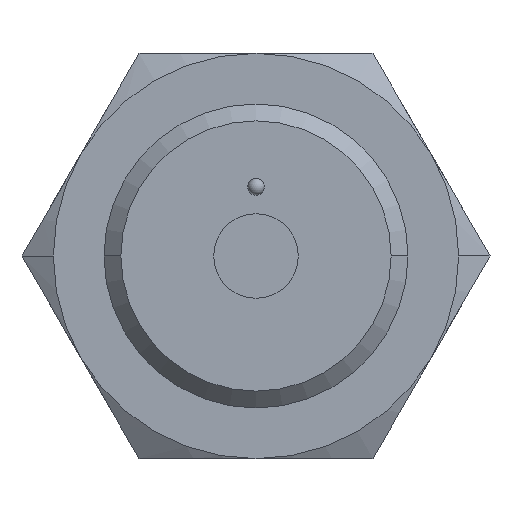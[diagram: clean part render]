
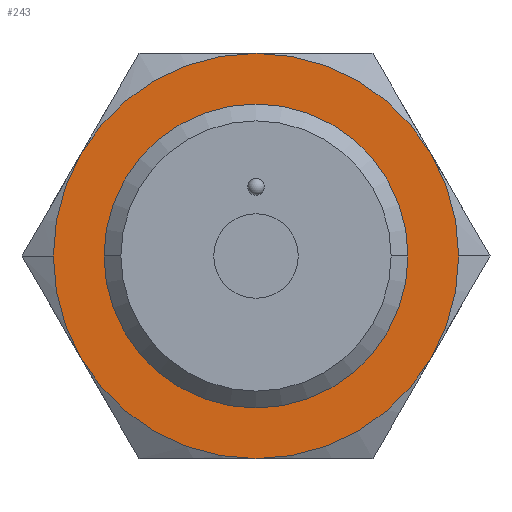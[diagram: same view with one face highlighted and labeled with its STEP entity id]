
A CAD part, front view. The second image highlights one B-rep face of the part: STEP entity #243.
In plain terms, the highlighted planar face has unit normal (0, -1, 0).
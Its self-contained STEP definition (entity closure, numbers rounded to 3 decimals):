
#243=ADVANCED_FACE('',(#401,#402),#403,.T.);
#401=FACE_OUTER_BOUND('',#566,.T.);
#402=FACE_BOUND('',#567,.T.);
#403=PLANE('',#568);
#566=EDGE_LOOP('',(#1089,#1090,#1091,#1092,#1093,#1094,#1095,#1096));
#567=EDGE_LOOP('',(#1097,#1098));
#568=AXIS2_PLACEMENT_3D('',#1099,#1100,#1101);
#1089=ORIENTED_EDGE('',*,*,#1298,.F.);
#1090=ORIENTED_EDGE('',*,*,#1284,.F.);
#1091=ORIENTED_EDGE('',*,*,#1287,.F.);
#1092=ORIENTED_EDGE('',*,*,#1289,.F.);
#1093=ORIENTED_EDGE('',*,*,#1282,.F.);
#1094=ORIENTED_EDGE('',*,*,#1293,.F.);
#1095=ORIENTED_EDGE('',*,*,#1296,.F.);
#1096=ORIENTED_EDGE('',*,*,#1278,.F.);
#1097=ORIENTED_EDGE('',*,*,#1318,.T.);
#1098=ORIENTED_EDGE('',*,*,#1262,.T.);
#1099=CARTESIAN_POINT('',(10.5,-18.5,0.0));
#1100=DIRECTION('',(0.0,-1.0,0.0));
#1101=DIRECTION('',(-1.0,0.0,0.0));
#1262=EDGE_CURVE('',#1496,#1493,#1497,.T.);
#1278=EDGE_CURVE('',#1523,#1526,#1527,.T.);
#1282=EDGE_CURVE('',#1532,#1530,#1534,.T.);
#1284=EDGE_CURVE('',#1536,#1538,#1539,.T.);
#1287=EDGE_CURVE('',#1542,#1536,#1544,.T.);
#1289=EDGE_CURVE('',#1530,#1542,#1546,.T.);
#1293=EDGE_CURVE('',#1550,#1532,#1552,.T.);
#1296=EDGE_CURVE('',#1526,#1550,#1556,.T.);
#1298=EDGE_CURVE('',#1538,#1523,#1558,.T.);
#1318=EDGE_CURVE('',#1493,#1496,#1586,.T.);
#1493=VERTEX_POINT('',#2053);
#1496=VERTEX_POINT('',#2057);
#1497=CIRCLE('',#2058,9.0);
#1523=VERTEX_POINT('',#2113);
#1526=VERTEX_POINT('',#2117);
#1527=CIRCLE('',#2118,12.0);
#1530=VERTEX_POINT('',#2132);
#1532=VERTEX_POINT('',#2135);
#1534=CIRCLE('',#2148,12.0);
#1536=VERTEX_POINT('',#2150);
#1538=VERTEX_POINT('',#2163);
#1539=CIRCLE('',#2164,12.0);
#1542=VERTEX_POINT('',#2178);
#1544=CIRCLE('',#2191,12.0);
#1546=CIRCLE('',#2204,12.0);
#1550=VERTEX_POINT('',#2230);
#1552=CIRCLE('',#2243,12.0);
#1556=CIRCLE('',#2269,12.0);
#1558=CIRCLE('',#2282,12.0);
#1586=CIRCLE('',#2420,9.0);
#2053=CARTESIAN_POINT('',(9.0,-18.5,0.0));
#2057=CARTESIAN_POINT('',(-9.0,-18.5,0.));
#2058=AXIS2_PLACEMENT_3D('',#2621,#2622,#2623);
#2113=CARTESIAN_POINT('',(12.0,-18.5,0.));
#2117=CARTESIAN_POINT('',(10.392,-18.5,-6.0));
#2118=AXIS2_PLACEMENT_3D('',#2647,#2648,#2649);
#2132=CARTESIAN_POINT('',(-12.0,-18.5,0.));
#2135=CARTESIAN_POINT('',(-10.392,-18.5,-6.0));
#2148=AXIS2_PLACEMENT_3D('',#2651,#2652,#2653);
#2150=CARTESIAN_POINT('',(0.,-18.5,12.0));
#2163=CARTESIAN_POINT('',(10.392,-18.5,6.0));
#2164=AXIS2_PLACEMENT_3D('',#2654,#2655,#2656);
#2178=CARTESIAN_POINT('',(-10.392,-18.5,6.0));
#2191=AXIS2_PLACEMENT_3D('',#2657,#2658,#2659);
#2204=AXIS2_PLACEMENT_3D('',#2660,#2661,#2662);
#2230=CARTESIAN_POINT('',(0.0,-18.5,-12.0));
#2243=AXIS2_PLACEMENT_3D('',#2663,#2664,#2665);
#2269=AXIS2_PLACEMENT_3D('',#2666,#2667,#2668);
#2282=AXIS2_PLACEMENT_3D('',#2669,#2670,#2671);
#2420=AXIS2_PLACEMENT_3D('',#2699,#2700,#2701);
#2621=CARTESIAN_POINT('',(0.0,-18.5,0.0));
#2622=DIRECTION('',(0.0,1.0,0.0));
#2623=DIRECTION('',(1.0,0.0,0.0));
#2647=CARTESIAN_POINT('',(0.0,-18.5,0.0));
#2648=DIRECTION('',(0.0,1.0,0.0));
#2649=DIRECTION('',(1.0,0.0,0.0));
#2651=CARTESIAN_POINT('',(0.0,-18.5,0.0));
#2652=DIRECTION('',(0.0,1.0,0.0));
#2653=DIRECTION('',(1.0,0.0,0.0));
#2654=CARTESIAN_POINT('',(0.0,-18.5,0.0));
#2655=DIRECTION('',(0.0,1.0,0.0));
#2656=DIRECTION('',(1.0,0.0,0.0));
#2657=CARTESIAN_POINT('',(0.0,-18.5,0.0));
#2658=DIRECTION('',(0.0,1.0,0.0));
#2659=DIRECTION('',(1.0,0.0,0.0));
#2660=CARTESIAN_POINT('',(0.0,-18.5,0.0));
#2661=DIRECTION('',(0.0,1.0,0.0));
#2662=DIRECTION('',(1.0,0.0,0.0));
#2663=CARTESIAN_POINT('',(0.0,-18.5,0.0));
#2664=DIRECTION('',(0.0,1.0,0.0));
#2665=DIRECTION('',(1.0,0.0,0.0));
#2666=CARTESIAN_POINT('',(0.0,-18.5,0.0));
#2667=DIRECTION('',(0.0,1.0,0.0));
#2668=DIRECTION('',(1.0,0.0,0.0));
#2669=CARTESIAN_POINT('',(0.0,-18.5,0.0));
#2670=DIRECTION('',(0.0,1.0,0.0));
#2671=DIRECTION('',(1.0,0.0,0.0));
#2699=CARTESIAN_POINT('',(0.0,-18.5,0.0));
#2700=DIRECTION('',(0.0,1.0,0.0));
#2701=DIRECTION('',(1.0,0.0,0.0));
